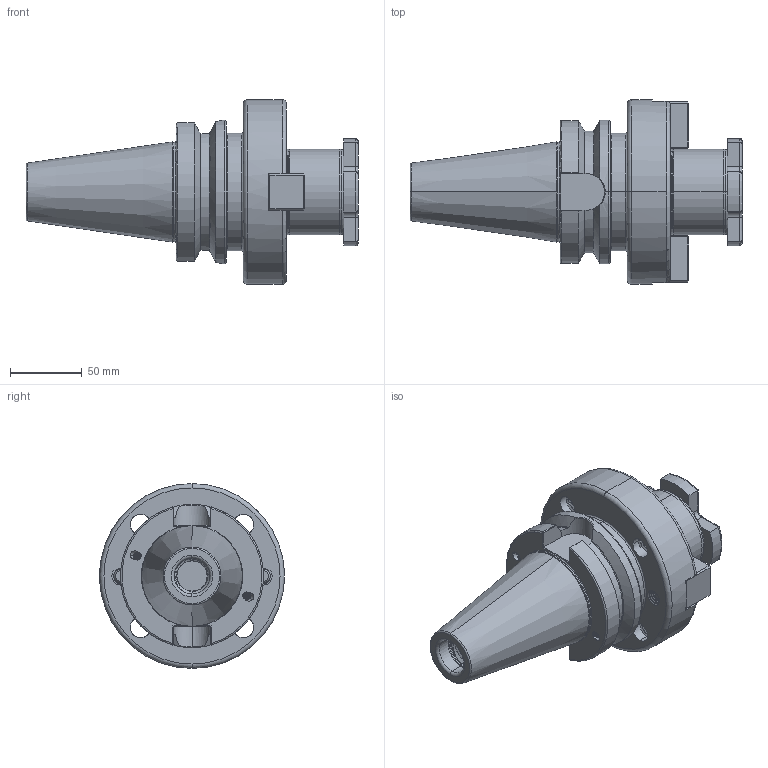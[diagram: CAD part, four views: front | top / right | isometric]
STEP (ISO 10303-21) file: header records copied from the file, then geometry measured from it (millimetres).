
FILE_DESCRIPTION (( 'STEP AP203' ), '1' );
FILE_NAME ('506.11.60.STEP', '2016-11-26T02:42:36', ( '' ), ( '' ), 'SwSTEP 2.0', 'SolidWorks 2012', '' );
FILE_SCHEMA (( 'CONFIG_CONTROL_DESIGN' ));
Length unit declared in the file: millimetre
Products named in the file (5): 十字螺絲FMB60; 506.11.60; 面銑刀墊塊60; 102.11.60_M12xP1.75-25L
Assembly tree (6 placements, depth 2):
  506.11.60
    506.11.60
    十字螺絲FMB60
    面銑刀墊塊60  x2
    102.11.60_M12xP1.75-25L  x2
Bounding box: 231.8 x 129 x 129 mm (x, y, z)
Volume: 999426.8 mm3; surface area: 149623.9 mm2
Topology: 6 solids, 6 shells, 649 faces, 1735 edges, 1105 vertices
Faces by surface type: cylinder 351, plane 139, cone 62, torus 56, bspline 41
Entity records: 42539 total; most frequent: CARTESIAN_POINT 29564, ORIENTED_EDGE 3058, DIRECTION 2194, EDGE_CURVE 1529, VERTEX_POINT 978, AXIS2_PLACEMENT_3D 833, EDGE_LOOP 591, FACE_OUTER_BOUND 563
